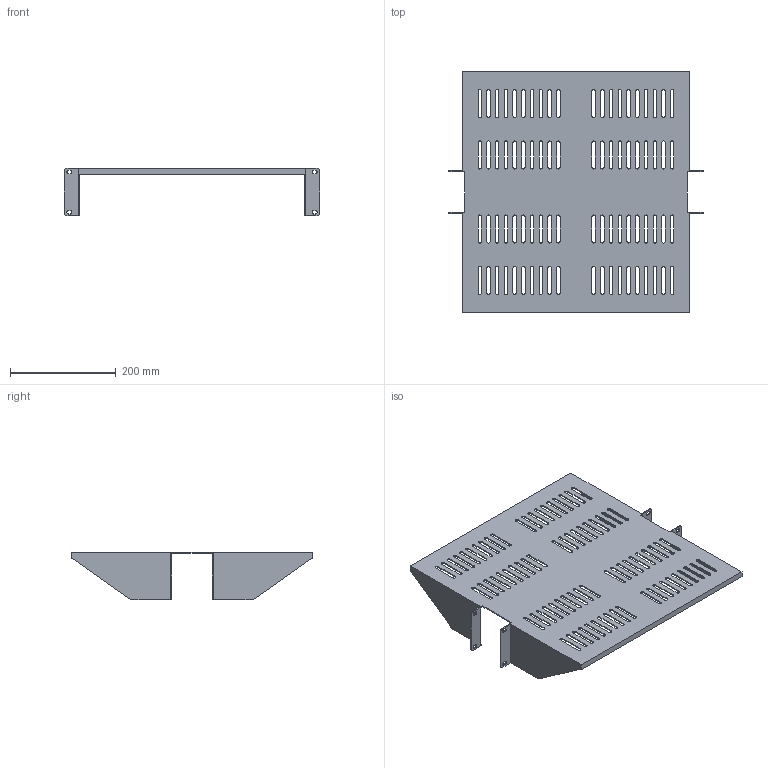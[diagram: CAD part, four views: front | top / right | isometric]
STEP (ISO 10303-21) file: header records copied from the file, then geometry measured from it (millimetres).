
FILE_DESCRIPTION (( 'STEP AP214' ), '1' );
FILE_NAME ('RP00012.STEP', '2019-07-16T16:03:14', ( '' ), ( '' ), 'SwSTEP 2.0', 'SolidWorks 2018', '' );
FILE_SCHEMA (( 'AUTOMOTIVE_DESIGN' ));
Length unit declared in the file: inch
Products named in the file (1): RP00012
Bounding box: 482.6 x 457.2 x 89.53 mm (x, y, z)
Volume: 471556 mm3; surface area: 493566.6 mm2
Topology: 1 solids, 1 shells, 402 faces, 1196 edges, 796 vertices
Faces by surface type: plane 214, cylinder 188
Entity records: 16062 total; most frequent: CARTESIAN_POINT 2395, ORIENTED_EDGE 2392, DIRECTION 2378, EDGE_CURVE 1196, LINE 820, VECTOR 820, VERTEX_POINT 796, AXIS2_PLACEMENT_3D 779
